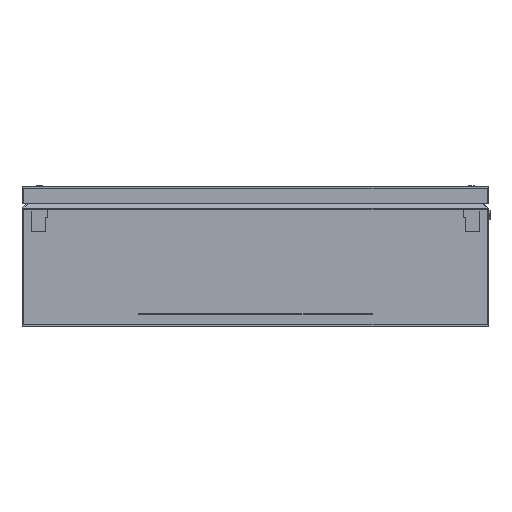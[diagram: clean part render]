
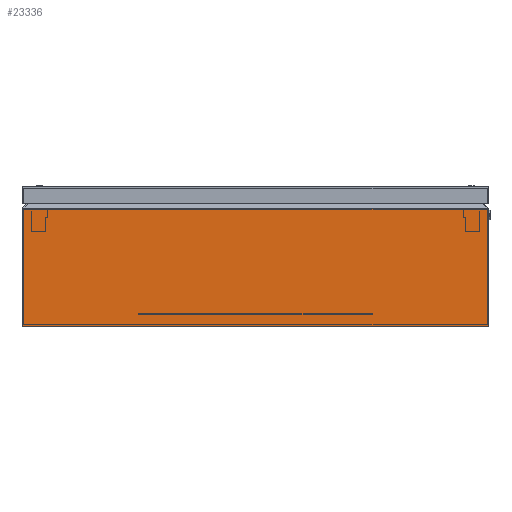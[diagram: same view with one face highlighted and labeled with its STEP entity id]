
A CAD part, left-side view. The second image highlights one B-rep face of the part: STEP entity #23336.
In plain terms, the highlighted planar face has unit normal (-1, 0, 0).
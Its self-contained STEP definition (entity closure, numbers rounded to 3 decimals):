
#868 = CARTESIAN_POINT ( 'NONE',  ( 0., 0., 101.167 ) ) ;
#945 = CARTESIAN_POINT ( 'NONE',  ( 0., 0., 101.167 ) ) ;
#1268 = DIRECTION ( 'NONE',  ( 0., 0., 1. ) ) ;
#2070 = CARTESIAN_POINT ( 'NONE',  ( 0., 400., 0. ) ) ;
#2130 = ORIENTED_EDGE ( 'NONE', *, *, #3664, .T. ) ;
#2356 = CARTESIAN_POINT ( 'NONE',  ( 0., 0., 0. ) ) ;
#3392 = FACE_OUTER_BOUND ( 'NONE', #18075, .T. ) ;
#3532 = EDGE_CURVE ( 'NONE', #19216, #9755, #24345, .T. ) ;
#3664 = EDGE_CURVE ( 'NONE', #26500, #10134, #25207, .T. ) ;
#3689 = DIRECTION ( 'NONE',  ( -1., 0., 0. ) ) ;
#4399 = AXIS2_PLACEMENT_3D ( 'NONE', #10114, #3689, #14632 ) ;
#4531 = ORIENTED_EDGE ( 'NONE', *, *, #7615, .F. ) ;
#6023 = VECTOR ( 'NONE', #10682, 1000. ) ;
#7615 = EDGE_CURVE ( 'NONE', #9755, #10134, #15234, .T. ) ;
#9755 = VERTEX_POINT ( 'NONE', #27780 ) ;
#10114 = CARTESIAN_POINT ( 'NONE',  ( 0., 0., 0. ) ) ;
#10134 = VERTEX_POINT ( 'NONE', #15290 ) ;
#10682 = DIRECTION ( 'NONE',  ( 0., 0., 1. ) ) ;
#10783 = ORIENTED_EDGE ( 'NONE', *, *, #3532, .F. ) ;
#11133 = CARTESIAN_POINT ( 'NONE',  ( 0., 0., 0. ) ) ;
#11898 = CARTESIAN_POINT ( 'NONE',  ( 0., 0., 0. ) ) ;
#14517 = EDGE_CURVE ( 'NONE', #19216, #26500, #27871, .T. ) ;
#14632 = DIRECTION ( 'NONE',  ( 0., 0., 1. ) ) ;
#15234 = LINE ( 'NONE', #2070, #6023 ) ;
#15290 = CARTESIAN_POINT ( 'NONE',  ( 0., 400., 101.167 ) ) ;
#16279 = ORIENTED_EDGE ( 'NONE', *, *, #14517, .T. ) ;
#16457 = VECTOR ( 'NONE', #1268, 1000. ) ;
#18075 = EDGE_LOOP ( 'NONE', ( #2130, #4531, #10783, #16279 ) ) ;
#19216 = VERTEX_POINT ( 'NONE', #2356 ) ;
#22628 = DIRECTION ( 'NONE',  ( 0., 1., 0. ) ) ;
#23336 = ADVANCED_FACE ( 'NONE', ( #3392 ), #27807, .T. ) ;
#24345 = LINE ( 'NONE', #11133, #24685 ) ;
#24685 = VECTOR ( 'NONE', #26838, 1000. ) ;
#24732 = VECTOR ( 'NONE', #22628, 1000. ) ;
#25207 = LINE ( 'NONE', #945, #24732 ) ;
#26500 = VERTEX_POINT ( 'NONE', #868 ) ;
#26838 = DIRECTION ( 'NONE',  ( 0., 1., 0. ) ) ;
#27780 = CARTESIAN_POINT ( 'NONE',  ( 0., 400., 0. ) ) ;
#27807 = PLANE ( 'NONE',  #4399 ) ;
#27871 = LINE ( 'NONE', #11898, #16457 ) ;
